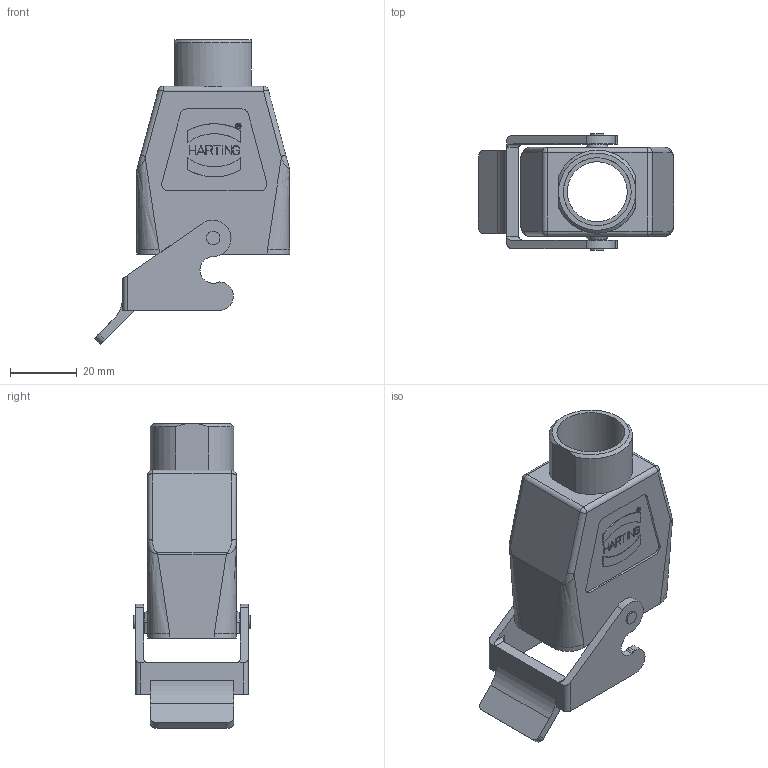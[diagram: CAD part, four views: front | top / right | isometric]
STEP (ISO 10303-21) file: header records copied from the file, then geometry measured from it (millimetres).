
FILE_DESCRIPTION(/* description */ (''),/* implementation_level */ '2;1');
FILE_NAME(/* name */ '100095134ugm000_c.stp',/* time_stamp */ '2019-10-31T13:50:15+01:00',/* author */ (''),/* organization */ (''),/* preprocessor_version */ 'ST-DEVELOPER v16.7',/* originating_system */ 'SIEMENS PLM Software NX 12.0',/* authorisation */ '');
FILE_SCHEMA (('AUTOMOTIVE_DESIGN { 1 0 10303 214 3 1 1 1 }'));
Length unit declared in the file: millimetre
Products named in the file (1): 100095134ugm000_c
Bounding box: 58.67 x 34.9 x 91.6 mm (x, y, z)
Volume: 26131.8 mm3; surface area: 21984.3 mm2
Topology: 2 solids, 2 shells, 303 faces, 775 edges, 504 vertices
Faces by surface type: plane 212, cylinder 71, cone 8, bspline 8, sphere 4
Full cylindrical faces by diameter (mm): 1.52 x1, 1.68 x1, 2.4 x4, 4 x4, 18 x1, 20.4 x1
Entity records: 12042 total; most frequent: CARTESIAN_POINT 2781, ORIENTED_EDGE 1508, DIRECTION 1347, EDGE_CURVE 754, VERTEX_POINT 498, LINE 491, VECTOR 491, AXIS2_PLACEMENT_3D 428
